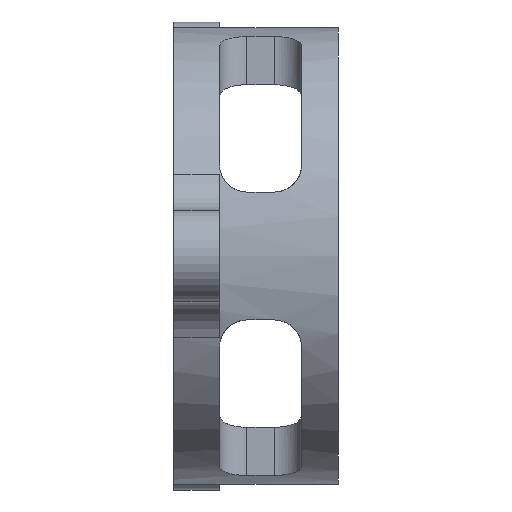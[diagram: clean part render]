
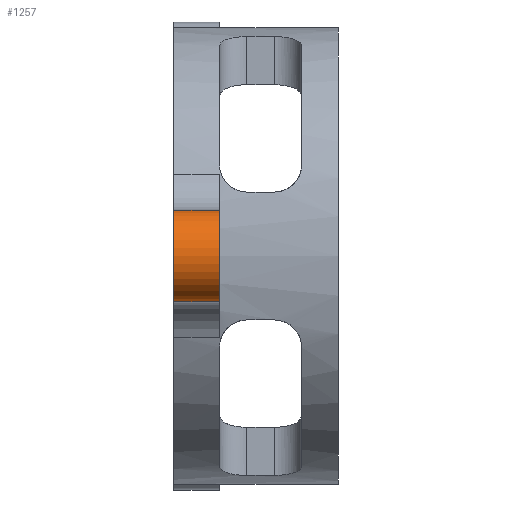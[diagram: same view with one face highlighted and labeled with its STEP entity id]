
A CAD part, front view. The second image highlights one B-rep face of the part: STEP entity #1257.
In plain terms, the highlighted cylindrical face has radius 2.5 mm (diameter 5 mm), a partial arc.
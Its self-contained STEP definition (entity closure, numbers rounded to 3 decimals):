
#96=FACE_OUTER_BOUND('',#163,.T.);
#163=EDGE_LOOP('',(#885,#886,#887,#888));
#241=LINE('',#1849,#336);
#258=LINE('',#2094,#353);
#336=VECTOR('',#1485,10.);
#353=VECTOR('',#1546,10.);
#448=CIRCLE('',#1366,2.5);
#449=CIRCLE('',#1367,2.5);
#500=VERTEX_POINT('',#1846);
#501=VERTEX_POINT('',#1848);
#546=VERTEX_POINT('',#2091);
#547=VERTEX_POINT('',#2093);
#631=EDGE_CURVE('',#501,#500,#241,.T.);
#682=EDGE_CURVE('',#546,#547,#258,.T.);
#684=EDGE_CURVE('',#501,#546,#448,.T.);
#685=EDGE_CURVE('',#547,#500,#449,.T.);
#885=ORIENTED_EDGE('',*,*,#684,.F.);
#886=ORIENTED_EDGE('',*,*,#631,.T.);
#887=ORIENTED_EDGE('',*,*,#685,.F.);
#888=ORIENTED_EDGE('',*,*,#682,.F.);
#1215=CYLINDRICAL_SURFACE('',#1365,2.5);
#1257=ADVANCED_FACE('',(#96),#1215,.T.);
#1365=AXIS2_PLACEMENT_3D('',#2096,#1548,#1549);
#1366=AXIS2_PLACEMENT_3D('',#2097,#1550,#1551);
#1367=AXIS2_PLACEMENT_3D('',#2098,#1552,#1553);
#1485=DIRECTION('',(1.,0.,0.));
#1546=DIRECTION('',(1.,0.,0.));
#1548=DIRECTION('center_axis',(1.,0.,0.));
#1549=DIRECTION('ref_axis',(0.,0.,1.));
#1550=DIRECTION('center_axis',(-1.,0.,0.));
#1551=DIRECTION('ref_axis',(0.,0.,1.));
#1552=DIRECTION('center_axis',(1.,0.,0.));
#1553=DIRECTION('ref_axis',(0.,0.,1.));
#1846=CARTESIAN_POINT('',(0.,-15.,-2.5));
#1848=CARTESIAN_POINT('',(-2.5,-15.,-2.5));
#1849=CARTESIAN_POINT('',(-2.5,-15.,-2.5));
#2091=CARTESIAN_POINT('',(-2.5,-15.,2.5));
#2093=CARTESIAN_POINT('',(0.,-15.,2.5));
#2094=CARTESIAN_POINT('',(-2.5,-15.,2.5));
#2096=CARTESIAN_POINT('Origin',(-2.5,-15.,0.));
#2097=CARTESIAN_POINT('Origin',(-2.5,-15.,0.));
#2098=CARTESIAN_POINT('Origin',(0.,-15.,0.));
